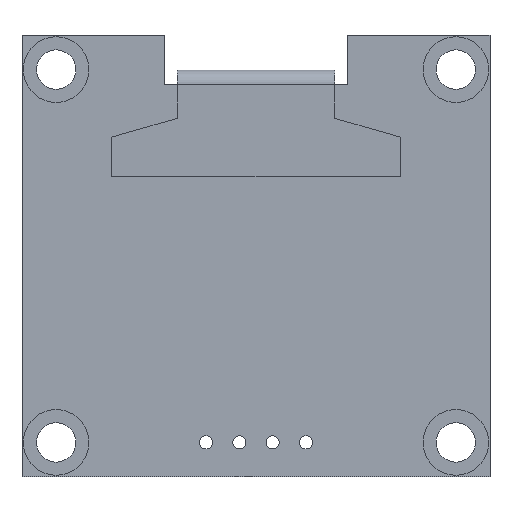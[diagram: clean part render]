
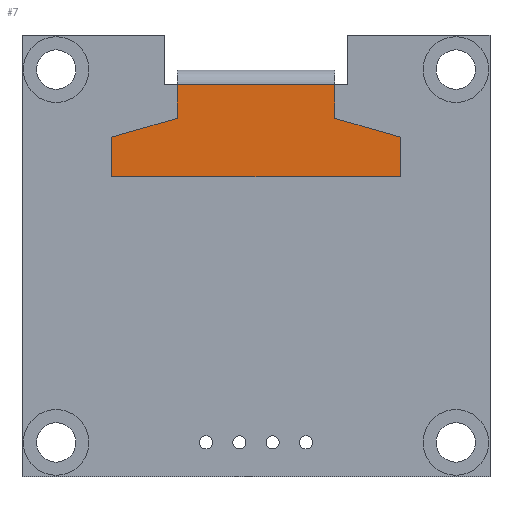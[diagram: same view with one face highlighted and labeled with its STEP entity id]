
A CAD part, front view. The second image highlights one B-rep face of the part: STEP entity #7.
In plain terms, the highlighted planar face has unit normal (0, -1, 0).
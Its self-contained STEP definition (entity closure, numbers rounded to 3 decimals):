
#7 = ADVANCED_FACE ( 'NONE', ( #122 ), #2253, .T. ) ;
#9 = CARTESIAN_POINT ( 'NONE',  ( 11., -0.1, -4. ) ) ;
#94 = DIRECTION ( 'NONE',  ( -1., 0., 0. ) ) ;
#101 = LINE ( 'NONE', #287, #1765 ) ;
#114 = DIRECTION ( 'NONE',  ( -0.961, 0., -0.277 ) ) ;
#122 = FACE_OUTER_BOUND ( 'NONE', #1759, .T. ) ;
#145 = VECTOR ( 'NONE', #631, 1000. ) ;
#151 = VECTOR ( 'NONE', #94, 1000. ) ;
#157 = VECTOR ( 'NONE', #229, 1000. ) ;
#229 = DIRECTION ( 'NONE',  ( 0., 0., 1. ) ) ;
#243 = CARTESIAN_POINT ( 'NONE',  ( 11., -0.1, -4. ) ) ;
#260 = EDGE_CURVE ( 'NONE', #1161, #1399, #465, .T. ) ;
#262 = VECTOR ( 'NONE', #1960, 1000. ) ;
#287 = CARTESIAN_POINT ( 'NONE',  ( 11., -0.1, -7. ) ) ;
#289 = ORIENTED_EDGE ( 'NONE', *, *, #1446, .T. ) ;
#341 = ORIENTED_EDGE ( 'NONE', *, *, #948, .T. ) ;
#415 = AXIS2_PLACEMENT_3D ( 'NONE', #552, #1312, #752 ) ;
#465 = LINE ( 'NONE', #243, #145 ) ;
#530 = VERTEX_POINT ( 'NONE', #1527 ) ;
#552 = CARTESIAN_POINT ( 'NONE',  ( 0., -0.1, 0. ) ) ;
#576 = EDGE_CURVE ( 'NONE', #530, #2027, #826, .T. ) ;
#599 = CARTESIAN_POINT ( 'NONE',  ( -6., -0.1, -2.559 ) ) ;
#631 = DIRECTION ( 'NONE',  ( -0.961, 0., 0.277 ) ) ;
#655 = LINE ( 'NONE', #1324, #157 ) ;
#663 = ORIENTED_EDGE ( 'NONE', *, *, #260, .T. ) ;
#690 = ORIENTED_EDGE ( 'NONE', *, *, #2294, .T. ) ;
#693 = CARTESIAN_POINT ( 'NONE',  ( 6., -0.1, -2.559 ) ) ;
#752 = DIRECTION ( 'NONE',  ( 0., 0., -1. ) ) ;
#760 = CARTESIAN_POINT ( 'NONE',  ( -11., -0.1, -4. ) ) ;
#769 = LINE ( 'NONE', #1041, #262 ) ;
#770 = LINE ( 'NONE', #1250, #2204 ) ;
#800 = DIRECTION ( 'NONE',  ( 0., 0., -1. ) ) ;
#823 = EDGE_CURVE ( 'NONE', #1734, #530, #1321, .T. ) ;
#826 = LINE ( 'NONE', #599, #1313 ) ;
#921 = ORIENTED_EDGE ( 'NONE', *, *, #576, .T. ) ;
#948 = EDGE_CURVE ( 'NONE', #1354, #2102, #101, .T. ) ;
#999 = CARTESIAN_POINT ( 'NONE',  ( 6., -0.1, 0. ) ) ;
#1041 = CARTESIAN_POINT ( 'NONE',  ( -11., -0.1, -7. ) ) ;
#1087 = ORIENTED_EDGE ( 'NONE', *, *, #823, .T. ) ;
#1156 = ORIENTED_EDGE ( 'NONE', *, *, #2130, .T. ) ;
#1161 = VERTEX_POINT ( 'NONE', #9 ) ;
#1250 = CARTESIAN_POINT ( 'NONE',  ( -11., -0.1, -4. ) ) ;
#1255 = LINE ( 'NONE', #1893, #2137 ) ;
#1312 = DIRECTION ( 'NONE',  ( 0., -1., 0. ) ) ;
#1313 = VECTOR ( 'NONE', #800, 1000. ) ;
#1321 = LINE ( 'NONE', #999, #151 ) ;
#1324 = CARTESIAN_POINT ( 'NONE',  ( 6., -0.1, -2.559 ) ) ;
#1354 = VERTEX_POINT ( 'NONE', #2170 ) ;
#1365 = CARTESIAN_POINT ( 'NONE',  ( 6., -0.1, 0. ) ) ;
#1399 = VERTEX_POINT ( 'NONE', #693 ) ;
#1446 = EDGE_CURVE ( 'NONE', #2027, #1603, #770, .T. ) ;
#1527 = CARTESIAN_POINT ( 'NONE',  ( -6., -0.1, 0. ) ) ;
#1603 = VERTEX_POINT ( 'NONE', #760 ) ;
#1710 = DIRECTION ( 'NONE',  ( 0., 0., 1. ) ) ;
#1734 = VERTEX_POINT ( 'NONE', #1365 ) ;
#1744 = DIRECTION ( 'NONE',  ( 1., 0., 0. ) ) ;
#1759 = EDGE_LOOP ( 'NONE', ( #690, #663, #2362, #1087, #921, #289, #1156, #341 ) ) ;
#1765 = VECTOR ( 'NONE', #1744, 1000. ) ;
#1893 = CARTESIAN_POINT ( 'NONE',  ( 11., -0.1, -7. ) ) ;
#1927 = CARTESIAN_POINT ( 'NONE',  ( -6., -0.1, -2.559 ) ) ;
#1960 = DIRECTION ( 'NONE',  ( 0., 0., -1. ) ) ;
#1970 = EDGE_CURVE ( 'NONE', #1399, #1734, #655, .T. ) ;
#2027 = VERTEX_POINT ( 'NONE', #1927 ) ;
#2102 = VERTEX_POINT ( 'NONE', #2154 ) ;
#2130 = EDGE_CURVE ( 'NONE', #1603, #1354, #769, .T. ) ;
#2137 = VECTOR ( 'NONE', #1710, 1000. ) ;
#2154 = CARTESIAN_POINT ( 'NONE',  ( 11., -0.1, -7. ) ) ;
#2170 = CARTESIAN_POINT ( 'NONE',  ( -11., -0.1, -7. ) ) ;
#2204 = VECTOR ( 'NONE', #114, 1000. ) ;
#2253 = PLANE ( 'NONE',  #415 ) ;
#2294 = EDGE_CURVE ( 'NONE', #2102, #1161, #1255, .T. ) ;
#2362 = ORIENTED_EDGE ( 'NONE', *, *, #1970, .T. ) ;
